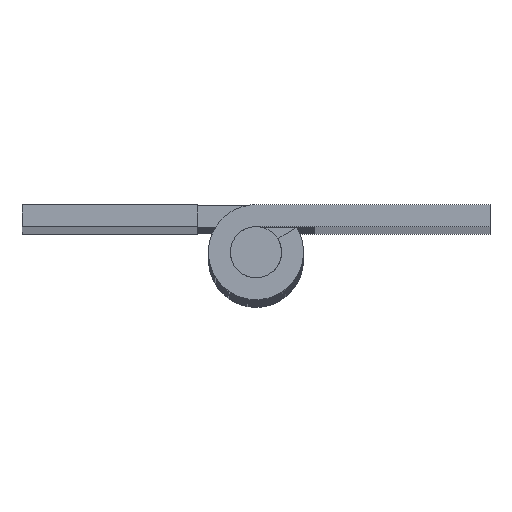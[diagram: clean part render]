
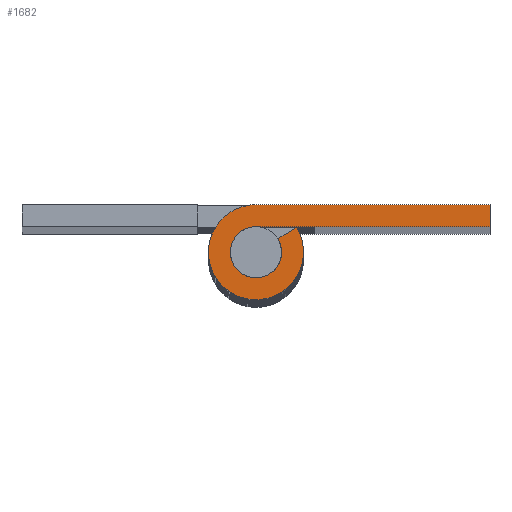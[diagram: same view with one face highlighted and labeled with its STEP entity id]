
A CAD part, top view. The second image highlights one B-rep face of the part: STEP entity #1682.
In plain terms, the highlighted free-form (B-spline) face has degree [1, 1] with [2, 2] control points.
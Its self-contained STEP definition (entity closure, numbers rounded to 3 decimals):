
#1605=CARTESIAN_POINT('',(-4.211,-3.574,300.));
#1606=CARTESIAN_POINT('',(16.962,-3.574,300.));
#1607=CARTESIAN_POINT('',(-4.211,3.575,300.));
#1608=CARTESIAN_POINT('',(16.962,3.575,300.));
#1609=B_SPLINE_SURFACE_WITH_KNOTS('',1,1,((#1605,#1607),(#1606,#1608)),.UNSPECIFIED.,.F.,.F.,.U.,(2,2),(2,2),(0.0,21.173),(0.0,7.149),.UNSPECIFIED.);
#1610=CARTESIAN_POINT('',(0.,3.25,300.));
#1611=VERTEX_POINT('',#1610);
#1612=CARTESIAN_POINT('',(16.0,3.25,300.));
#1613=VERTEX_POINT('',#1612);
#1614=CARTESIAN_POINT('',(0.,3.25,300.));
#1615=CARTESIAN_POINT('',(16.0,3.25,300.));
#1616=QUASI_UNIFORM_CURVE('',1,(#1614,#1615),.UNSPECIFIED.,.F.,.U.);
#1617=EDGE_CURVE('',#1611,#1613,#1616,.T.);
#1618=ORIENTED_EDGE('',*,*,#1617,.F.);
#1619=CARTESIAN_POINT('',(2.77,1.7,300.));
#1620=VERTEX_POINT('',#1619);
#1621=CARTESIAN_POINT('',(2.77,1.7,300.));
#1622=CARTESIAN_POINT('',(4.083,-0.44,300.));
#1623=CARTESIAN_POINT('',(2.344,-2.251,300.));
#1624=CARTESIAN_POINT('',(0.604,-4.062,300.));
#1625=CARTESIAN_POINT('',(-1.587,-2.836,300.));
#1626=CARTESIAN_POINT('',(-3.778,-1.61,300.));
#1627=CARTESIAN_POINT('',(-3.145,0.82,300.));
#1628=CARTESIAN_POINT('',(-2.511,3.25,300.));
#1629=CARTESIAN_POINT('',(0.0,3.25,300.));
#1637=(BOUNDED_CURVE()B_SPLINE_CURVE(2,(#1621,#1622,#1623,#1624,#1625,#1626,#1627,#1628,#1629),.UNSPECIFIED.,.F.,.U.)B_SPLINE_CURVE_WITH_KNOTS((3,2,2,2,3),(0.0,0.25,0.5,0.75,1.0),.UNSPECIFIED.)CURVE()GEOMETRIC_REPRESENTATION_ITEM()RATIONAL_B_SPLINE_CURVE((1.0,0.791,1.0,0.791,1.0,0.791,1.0,0.791,1.0))REPRESENTATION_ITEM(''));
#1638=EDGE_CURVE('',#1620,#1611,#1637,.T.);
#1639=ORIENTED_EDGE('',*,*,#1638,.F.);
#1640=CARTESIAN_POINT('',(1.491,0.915,300.));
#1641=VERTEX_POINT('',#1640);
#1642=CARTESIAN_POINT('',(1.491,0.915,300.));
#1643=CARTESIAN_POINT('',(2.77,1.7,300.));
#1644=QUASI_UNIFORM_CURVE('',1,(#1642,#1643),.UNSPECIFIED.,.F.,.U.);
#1645=EDGE_CURVE('',#1641,#1620,#1644,.T.);
#1646=ORIENTED_EDGE('',*,*,#1645,.F.);
#1647=CARTESIAN_POINT('',(0.0,1.75,300.));
#1648=VERTEX_POINT('',#1647);
#1649=CARTESIAN_POINT('',(1.491,0.915,300.));
#1650=CARTESIAN_POINT('',(2.199,-0.237,300.));
#1651=CARTESIAN_POINT('',(1.262,-1.212,300.));
#1652=CARTESIAN_POINT('',(0.325,-2.187,300.));
#1653=CARTESIAN_POINT('',(-0.855,-1.527,300.));
#1654=CARTESIAN_POINT('',(-2.035,-0.867,300.));
#1655=CARTESIAN_POINT('',(-1.693,0.442,300.));
#1656=CARTESIAN_POINT('',(-1.352,1.75,300.));
#1657=CARTESIAN_POINT('',(0.0,1.75,300.));
#1665=(BOUNDED_CURVE()B_SPLINE_CURVE(2,(#1649,#1650,#1651,#1652,#1653,#1654,#1655,#1656,#1657),.UNSPECIFIED.,.F.,.U.)B_SPLINE_CURVE_WITH_KNOTS((3,2,2,2,3),(0.0,0.25,0.5,0.75,1.0),.UNSPECIFIED.)CURVE()GEOMETRIC_REPRESENTATION_ITEM()RATIONAL_B_SPLINE_CURVE((1.0,0.791,1.0,0.791,1.0,0.791,1.0,0.791,1.0))REPRESENTATION_ITEM(''));
#1666=EDGE_CURVE('',#1641,#1648,#1665,.T.);
#1667=ORIENTED_EDGE('',*,*,#1666,.T.);
#1668=CARTESIAN_POINT('',(16.0,1.75,300.));
#1669=VERTEX_POINT('',#1668);
#1670=CARTESIAN_POINT('',(16.0,1.75,300.));
#1671=CARTESIAN_POINT('',(0.0,1.75,300.));
#1672=QUASI_UNIFORM_CURVE('',1,(#1670,#1671),.UNSPECIFIED.,.F.,.U.);
#1673=EDGE_CURVE('',#1669,#1648,#1672,.T.);
#1674=ORIENTED_EDGE('',*,*,#1673,.F.);
#1675=CARTESIAN_POINT('',(16.0,3.25,300.));
#1676=CARTESIAN_POINT('',(16.0,1.75,300.));
#1677=QUASI_UNIFORM_CURVE('',1,(#1675,#1676),.UNSPECIFIED.,.F.,.U.);
#1678=EDGE_CURVE('',#1613,#1669,#1677,.T.);
#1679=ORIENTED_EDGE('',*,*,#1678,.F.);
#1680=EDGE_LOOP('',(#1618,#1639,#1646,#1667,#1674,#1679));
#1681=FACE_OUTER_BOUND('',#1680,.T.);
#1682=ADVANCED_FACE('',(#1681),#1609,.T.);
